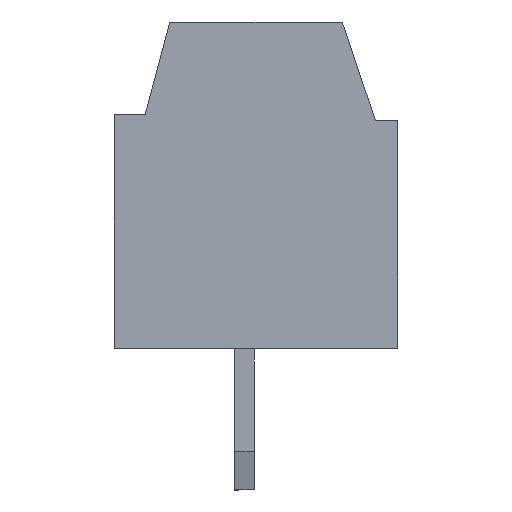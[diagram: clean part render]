
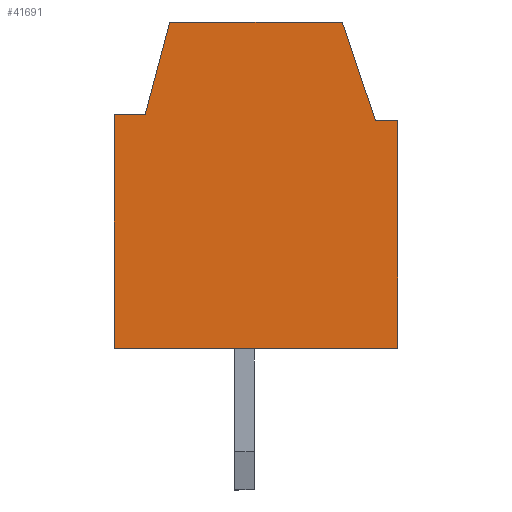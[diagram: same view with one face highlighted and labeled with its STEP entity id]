
A CAD part, left-side view. The second image highlights one B-rep face of the part: STEP entity #41691.
In plain terms, the highlighted planar face has unit normal (-1, 0, 0).
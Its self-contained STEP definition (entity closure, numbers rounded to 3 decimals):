
#809 = DIRECTION ( 'NONE',  ( 0., -1., 0. ) ) ;
#2696 = CARTESIAN_POINT ( 'NONE',  ( -26.67, 2.888, -2.422 ) ) ;
#2946 = VECTOR ( 'NONE', #48307, 1000. ) ;
#3921 = AXIS2_PLACEMENT_3D ( 'NONE', #42511, #16964, #33074 ) ;
#4948 = VECTOR ( 'NONE', #49162, 1000. ) ;
#8589 = LINE ( 'NONE', #37158, #4948 ) ;
#8606 = EDGE_CURVE ( 'NONE', #25332, #25612, #45450, .T. ) ;
#9503 = CARTESIAN_POINT ( 'NONE',  ( -26.67, -3.7, -8.5 ) ) ;
#9940 = EDGE_CURVE ( 'NONE', #32701, #42378, #39956, .T. ) ;
#10694 = CARTESIAN_POINT ( 'NONE',  ( -26.67, -2.25, 0. ) ) ;
#11007 = DIRECTION ( 'NONE',  ( 0., -0.318, -0.948 ) ) ;
#11461 = VERTEX_POINT ( 'NONE', #41335 ) ;
#12842 = VERTEX_POINT ( 'NONE', #49999 ) ;
#14415 = EDGE_CURVE ( 'NONE', #42378, #25682, #8589, .T. ) ;
#15007 = DIRECTION ( 'NONE',  ( 0., -1., 0. ) ) ;
#15275 = DIRECTION ( 'NONE',  ( 0., 0., 1. ) ) ;
#16964 = DIRECTION ( 'NONE',  ( -1., 0., 0. ) ) ;
#18374 = EDGE_CURVE ( 'NONE', #11461, #32701, #51571, .T. ) ;
#19095 = ORIENTED_EDGE ( 'NONE', *, *, #21885, .F. ) ;
#19672 = LINE ( 'NONE', #36042, #2946 ) ;
#19859 = CARTESIAN_POINT ( 'NONE',  ( -26.67, 2.888, -2.422 ) ) ;
#21691 = VECTOR ( 'NONE', #11007, 1000. ) ;
#21885 = EDGE_CURVE ( 'NONE', #25612, #12842, #50080, .T. ) ;
#22304 = CARTESIAN_POINT ( 'NONE',  ( -26.67, -3.7, -8.5 ) ) ;
#22432 = VERTEX_POINT ( 'NONE', #9503 ) ;
#24701 = ORIENTED_EDGE ( 'NONE', *, *, #31983, .T. ) ;
#25332 = VERTEX_POINT ( 'NONE', #10694 ) ;
#25612 = VERTEX_POINT ( 'NONE', #41361 ) ;
#25662 = CARTESIAN_POINT ( 'NONE',  ( -26.67, -3.114, -2.575 ) ) ;
#25682 = VERTEX_POINT ( 'NONE', #38152 ) ;
#25838 = FACE_OUTER_BOUND ( 'NONE', #32505, .T. ) ;
#28024 = DIRECTION ( 'NONE',  ( 0., -1., 0. ) ) ;
#28831 = PLANE ( 'NONE',  #3921 ) ;
#29170 = DIRECTION ( 'NONE',  ( 0., 0., 1. ) ) ;
#29457 = LINE ( 'NONE', #22304, #39725 ) ;
#31086 = ORIENTED_EDGE ( 'NONE', *, *, #42930, .T. ) ;
#31983 = EDGE_CURVE ( 'NONE', #22432, #12842, #29457, .T. ) ;
#32505 = EDGE_LOOP ( 'NONE', ( #19095, #45621, #44310, #37280, #39285, #40752, #31086, #24701 ) ) ;
#32701 = VERTEX_POINT ( 'NONE', #39558 ) ;
#33074 = DIRECTION ( 'NONE',  ( 0., -1., 0. ) ) ;
#36042 = CARTESIAN_POINT ( 'NONE',  ( -26.67, 3.7, 0. ) ) ;
#37158 = CARTESIAN_POINT ( 'NONE',  ( -26.67, 2.25, 0. ) ) ;
#37280 = ORIENTED_EDGE ( 'NONE', *, *, #14415, .F. ) ;
#37828 = VECTOR ( 'NONE', #809, 1000. ) ;
#38152 = CARTESIAN_POINT ( 'NONE',  ( -26.67, 2.25, 0. ) ) ;
#39285 = ORIENTED_EDGE ( 'NONE', *, *, #9940, .F. ) ;
#39558 = CARTESIAN_POINT ( 'NONE',  ( -26.67, 3.7, -2.422 ) ) ;
#39725 = VECTOR ( 'NONE', #29170, 1000. ) ;
#39956 = LINE ( 'NONE', #19859, #40155 ) ;
#40155 = VECTOR ( 'NONE', #28024, 1000. ) ;
#40752 = ORIENTED_EDGE ( 'NONE', *, *, #18374, .F. ) ;
#41335 = CARTESIAN_POINT ( 'NONE',  ( -26.67, 3.7, -8.5 ) ) ;
#41361 = CARTESIAN_POINT ( 'NONE',  ( -26.67, -3.114, -2.575 ) ) ;
#41691 = ADVANCED_FACE ( 'NONE', ( #25838 ), #28831, .T. ) ;
#42378 = VERTEX_POINT ( 'NONE', #2696 ) ;
#42511 = CARTESIAN_POINT ( 'NONE',  ( -26.67, 3.7, -8.5 ) ) ;
#42930 = EDGE_CURVE ( 'NONE', #11461, #22432, #48866, .T. ) ;
#43314 = CARTESIAN_POINT ( 'NONE',  ( -26.67, 3.7, -8.5 ) ) ;
#43560 = VECTOR ( 'NONE', #15007, 1000. ) ;
#44310 = ORIENTED_EDGE ( 'NONE', *, *, #49860, .F. ) ;
#45450 = LINE ( 'NONE', #49699, #21691 ) ;
#45621 = ORIENTED_EDGE ( 'NONE', *, *, #8606, .F. ) ;
#47174 = VECTOR ( 'NONE', #15275, 1000. ) ;
#47852 = CARTESIAN_POINT ( 'NONE',  ( -26.67, 3.7, -8.5 ) ) ;
#48307 = DIRECTION ( 'NONE',  ( 0., -1., 0. ) ) ;
#48866 = LINE ( 'NONE', #43314, #43560 ) ;
#49162 = DIRECTION ( 'NONE',  ( 0., -0.255, 0.967 ) ) ;
#49699 = CARTESIAN_POINT ( 'NONE',  ( -26.67, -2.25, 0. ) ) ;
#49860 = EDGE_CURVE ( 'NONE', #25682, #25332, #19672, .T. ) ;
#49999 = CARTESIAN_POINT ( 'NONE',  ( -26.67, -3.7, -2.575 ) ) ;
#50080 = LINE ( 'NONE', #25662, #37828 ) ;
#51571 = LINE ( 'NONE', #47852, #47174 ) ;
